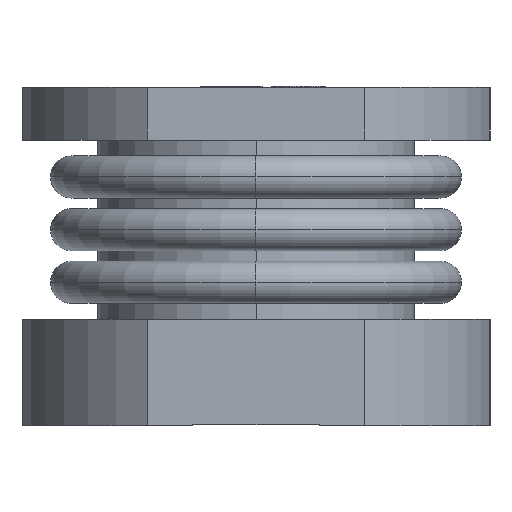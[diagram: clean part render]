
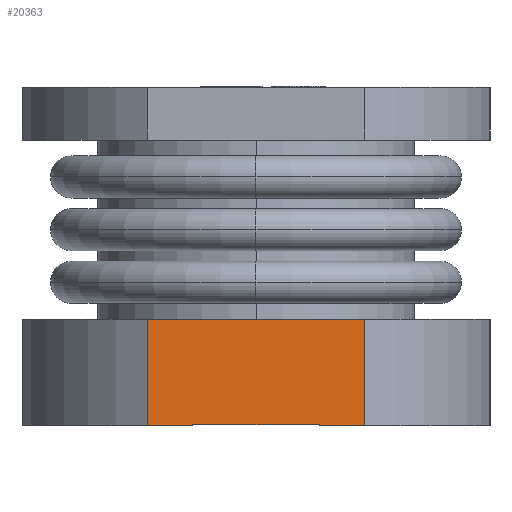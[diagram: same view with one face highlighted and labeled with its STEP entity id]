
A CAD part, left-side view. The second image highlights one B-rep face of the part: STEP entity #20363.
In plain terms, the highlighted planar face has unit normal (-1, 0, 0).
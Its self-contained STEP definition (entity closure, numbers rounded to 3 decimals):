
#754 = LINE ( 'NONE', #20759, #10555 ) ;
#1597 = DIRECTION ( 'NONE',  ( 0., -1., 0. ) ) ;
#1648 = DIRECTION ( 'NONE',  ( 0., -1., 0. ) ) ;
#1752 = CARTESIAN_POINT ( 'NONE',  ( -2., 1.031, 1. ) ) ;
#1833 = EDGE_CURVE ( 'NONE', #2424, #2891, #20945, .T. ) ;
#2424 = VERTEX_POINT ( 'NONE', #20804 ) ;
#2674 = DIRECTION ( 'NONE',  ( 1., 0., 0. ) ) ;
#2891 = VERTEX_POINT ( 'NONE', #17727 ) ;
#2985 = CARTESIAN_POINT ( 'NONE',  ( -2., -1.031, -0.01 ) ) ;
#3215 = AXIS2_PLACEMENT_3D ( 'NONE', #17678, #2674, #14368 ) ;
#3301 = LINE ( 'NONE', #10067, #12692 ) ;
#3483 = LINE ( 'NONE', #21541, #10388 ) ;
#3521 = LINE ( 'NONE', #5262, #10517 ) ;
#4053 = EDGE_CURVE ( 'NONE', #20727, #2891, #11495, .T. ) ;
#4058 = ORIENTED_EDGE ( 'NONE', *, *, #15689, .F. ) ;
#4435 = DIRECTION ( 'NONE',  ( 0., 0., 1. ) ) ;
#5262 = CARTESIAN_POINT ( 'NONE',  ( -2., 0.6, -0.01 ) ) ;
#5274 = ORIENTED_EDGE ( 'NONE', *, *, #8723, .F. ) ;
#5422 = EDGE_CURVE ( 'NONE', #17153, #18774, #3483, .T. ) ;
#5670 = VECTOR ( 'NONE', #4435, 1000. ) ;
#6200 = ORIENTED_EDGE ( 'NONE', *, *, #4053, .T. ) ;
#6208 = ORIENTED_EDGE ( 'NONE', *, *, #11230, .F. ) ;
#6290 = CARTESIAN_POINT ( 'NONE',  ( -2., -1.031, 1. ) ) ;
#6392 = ORIENTED_EDGE ( 'NONE', *, *, #13961, .T. ) ;
#6865 = ORIENTED_EDGE ( 'NONE', *, *, #5422, .F. ) ;
#6908 = CARTESIAN_POINT ( 'NONE',  ( -2., 0.6, 0. ) ) ;
#8161 = VECTOR ( 'NONE', #13473, 1000. ) ;
#8690 = CARTESIAN_POINT ( 'NONE',  ( -2., 0.6, -0.01 ) ) ;
#8723 = EDGE_CURVE ( 'NONE', #18774, #13216, #15250, .T. ) ;
#9252 = DIRECTION ( 'NONE',  ( 0., 1., 0. ) ) ;
#9333 = CARTESIAN_POINT ( 'NONE',  ( -2., -0.6, -0.01 ) ) ;
#9877 = CARTESIAN_POINT ( 'NONE',  ( -2., 1.031, 0. ) ) ;
#10067 = CARTESIAN_POINT ( 'NONE',  ( -2., 0.6, -0.01 ) ) ;
#10388 = VECTOR ( 'NONE', #1648, 1000. ) ;
#10517 = VECTOR ( 'NONE', #20273, 1000. ) ;
#10555 = VECTOR ( 'NONE', #9252, 1000. ) ;
#10946 = VECTOR ( 'NONE', #15005, 1000. ) ;
#11230 = EDGE_CURVE ( 'NONE', #13216, #2424, #754, .T. ) ;
#11495 = LINE ( 'NONE', #9877, #13763 ) ;
#11497 = EDGE_CURVE ( 'NONE', #12302, #20727, #3521, .T. ) ;
#11851 = VERTEX_POINT ( 'NONE', #20914 ) ;
#12302 = VERTEX_POINT ( 'NONE', #8690 ) ;
#12692 = VECTOR ( 'NONE', #16677, 1000. ) ;
#12740 = FACE_OUTER_BOUND ( 'NONE', #12987, .T. ) ;
#12987 = EDGE_LOOP ( 'NONE', ( #6392, #4058, #18988, #6200, #16855, #6208, #5274, #6865 ) ) ;
#13216 = VERTEX_POINT ( 'NONE', #2985 ) ;
#13473 = DIRECTION ( 'NONE',  ( 0., 0., -1. ) ) ;
#13763 = VECTOR ( 'NONE', #1597, 1000. ) ;
#13961 = EDGE_CURVE ( 'NONE', #17153, #11851, #19708, .T. ) ;
#14368 = DIRECTION ( 'NONE',  ( 0., 0., -1. ) ) ;
#15005 = DIRECTION ( 'NONE',  ( 0., 0., -1. ) ) ;
#15250 = LINE ( 'NONE', #18612, #10946 ) ;
#15689 = EDGE_CURVE ( 'NONE', #12302, #11851, #3301, .T. ) ;
#16677 = DIRECTION ( 'NONE',  ( 0., 1., 0. ) ) ;
#16855 = ORIENTED_EDGE ( 'NONE', *, *, #1833, .F. ) ;
#17153 = VERTEX_POINT ( 'NONE', #21227 ) ;
#17678 = CARTESIAN_POINT ( 'NONE',  ( -2., 1.031, 1. ) ) ;
#17727 = CARTESIAN_POINT ( 'NONE',  ( -2., -0.6, 0. ) ) ;
#18612 = CARTESIAN_POINT ( 'NONE',  ( -2., -1.031, 1. ) ) ;
#18774 = VERTEX_POINT ( 'NONE', #6290 ) ;
#18988 = ORIENTED_EDGE ( 'NONE', *, *, #11497, .T. ) ;
#19090 = PLANE ( 'NONE',  #3215 ) ;
#19708 = LINE ( 'NONE', #1752, #8161 ) ;
#20273 = DIRECTION ( 'NONE',  ( 0., 0., 1. ) ) ;
#20363 = ADVANCED_FACE ( 'NONE', ( #12740 ), #19090, .F. ) ;
#20727 = VERTEX_POINT ( 'NONE', #6908 ) ;
#20759 = CARTESIAN_POINT ( 'NONE',  ( -2., -1.031, -0.01 ) ) ;
#20804 = CARTESIAN_POINT ( 'NONE',  ( -2., -0.6, -0.01 ) ) ;
#20914 = CARTESIAN_POINT ( 'NONE',  ( -2., 1.031, -0.01 ) ) ;
#20945 = LINE ( 'NONE', #9333, #5670 ) ;
#21227 = CARTESIAN_POINT ( 'NONE',  ( -2., 1.031, 1. ) ) ;
#21541 = CARTESIAN_POINT ( 'NONE',  ( -2., 1.031, 1. ) ) ;
